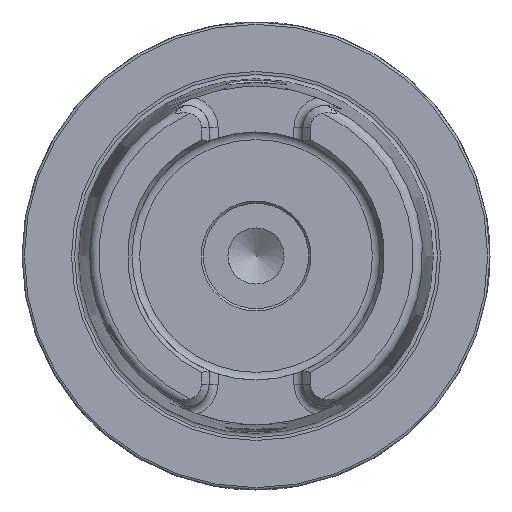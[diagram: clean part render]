
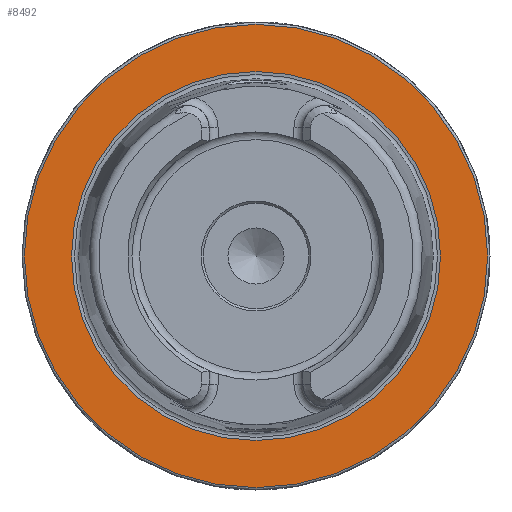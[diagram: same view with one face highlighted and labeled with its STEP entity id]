
A CAD part, left-side view. The second image highlights one B-rep face of the part: STEP entity #8492.
In plain terms, the highlighted planar face has unit normal (-1, 0, 0).
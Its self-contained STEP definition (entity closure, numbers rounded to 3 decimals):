
#649 = EDGE_CURVE ( 'NONE', #839, #839, #9505, .T. ) ;
#839 = VERTEX_POINT ( 'NONE', #8894 ) ;
#2253 = CARTESIAN_POINT ( 'NONE',  ( 0., 49.5, 0. ) ) ;
#2814 = CARTESIAN_POINT ( 'NONE',  ( 0., 0., 0. ) ) ;
#2934 = EDGE_CURVE ( 'NONE', #7327, #7327, #7777, .T. ) ;
#3776 = DIRECTION ( 'NONE',  ( -1., 0., 0. ) ) ;
#3815 = CARTESIAN_POINT ( 'NONE',  ( 0., -49.5, 0. ) ) ;
#4328 = AXIS2_PLACEMENT_3D ( 'NONE', #2253, #8404, #10987 ) ;
#4757 = CARTESIAN_POINT ( 'NONE',  ( 0., 0., 0. ) ) ;
#5606 = ORIENTED_EDGE ( 'NONE', *, *, #2934, .T. ) ;
#5656 = FACE_OUTER_BOUND ( 'NONE', #7610, .T. ) ;
#6590 = PLANE ( 'NONE',  #4328 ) ;
#7327 = VERTEX_POINT ( 'NONE', #3815 ) ;
#7610 = EDGE_LOOP ( 'NONE', ( #5606 ) ) ;
#7777 = CIRCLE ( 'NONE', #10030, 49.5 ) ;
#7903 = ORIENTED_EDGE ( 'NONE', *, *, #649, .F. ) ;
#7953 = FACE_BOUND ( 'NONE', #8855, .T. ) ;
#7968 = DIRECTION ( 'NONE',  ( -1., 0., 0. ) ) ;
#8049 = DIRECTION ( 'NONE',  ( 0., -1., 0. ) ) ;
#8404 = DIRECTION ( 'NONE',  ( 1., 0., 0. ) ) ;
#8492 = ADVANCED_FACE ( 'NONE', ( #7953, #5656 ), #6590, .F. ) ;
#8855 = EDGE_LOOP ( 'NONE', ( #7903 ) ) ;
#8894 = CARTESIAN_POINT ( 'NONE',  ( 0., -39.414, 0. ) ) ;
#9213 = AXIS2_PLACEMENT_3D ( 'NONE', #2814, #7968, #8049 ) ;
#9505 = CIRCLE ( 'NONE', #9213, 39.414 ) ;
#10030 = AXIS2_PLACEMENT_3D ( 'NONE', #4757, #3776, #10805 ) ;
#10805 = DIRECTION ( 'NONE',  ( 0., -1., 0. ) ) ;
#10987 = DIRECTION ( 'NONE',  ( 0., 1., 0. ) ) ;
